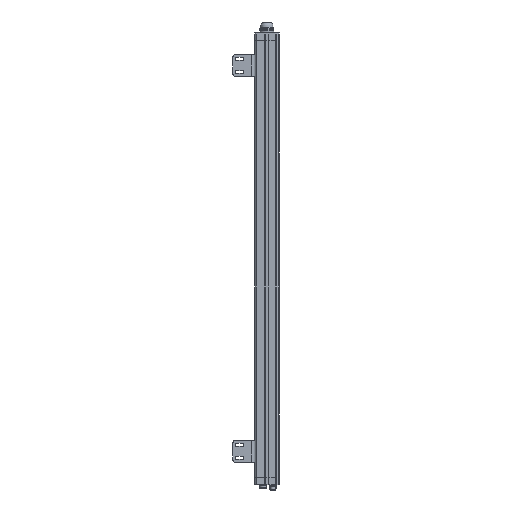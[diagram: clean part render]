
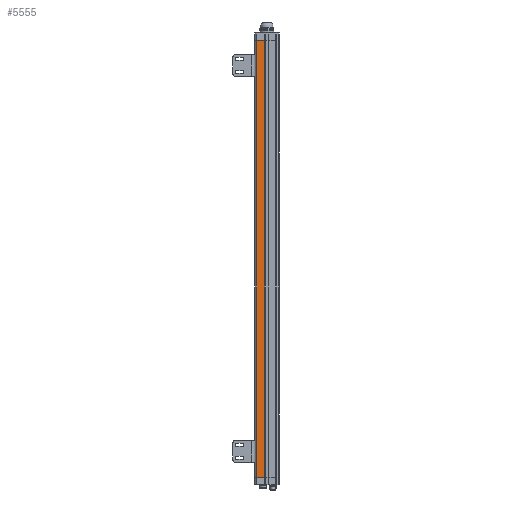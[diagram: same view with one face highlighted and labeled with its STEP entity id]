
A CAD part, front view. The second image highlights one B-rep face of the part: STEP entity #5555.
In plain terms, the highlighted planar face has unit normal (0, -1, 0).
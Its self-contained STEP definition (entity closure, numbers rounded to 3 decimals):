
#288 = VECTOR ( 'NONE', #17900, 1000. ) ;
#1012 = ORIENTED_EDGE ( 'NONE', *, *, #4250, .T. ) ;
#2411 = DIRECTION ( 'NONE',  ( 1., 0., 0. ) ) ;
#2883 = EDGE_CURVE ( 'NONE', #16635, #13763, #11463, .T. ) ;
#3356 = EDGE_LOOP ( 'NONE', ( #10292, #5647, #1012, #11772 ) ) ;
#3394 = CARTESIAN_POINT ( 'NONE',  ( 426.642, 876.944, 1025.5 ) ) ;
#3725 = CARTESIAN_POINT ( 'NONE',  ( 445.642, 876.944, 1025.5 ) ) ;
#4250 = EDGE_CURVE ( 'NONE', #11457, #16635, #19043, .T. ) ;
#4571 = DIRECTION ( 'NONE',  ( 0., 0., -1. ) ) ;
#5434 = CARTESIAN_POINT ( 'NONE',  ( 448.009, 876.944, 1025.5 ) ) ;
#5555 = ADVANCED_FACE ( 'NONE', ( #6063 ), #7359, .T. ) ;
#5647 = ORIENTED_EDGE ( 'NONE', *, *, #17952, .F. ) ;
#5892 = DIRECTION ( 'NONE',  ( 0., 0., 1. ) ) ;
#6063 = FACE_OUTER_BOUND ( 'NONE', #3356, .T. ) ;
#6578 = VERTEX_POINT ( 'NONE', #3725 ) ;
#7359 = PLANE ( 'NONE',  #13106 ) ;
#9969 = VECTOR ( 'NONE', #4571, 1000. ) ;
#10112 = CARTESIAN_POINT ( 'NONE',  ( 426.642, 876.944, 29. ) ) ;
#10292 = ORIENTED_EDGE ( 'NONE', *, *, #17120, .T. ) ;
#10614 = VECTOR ( 'NONE', #5892, 1000. ) ;
#11457 = VERTEX_POINT ( 'NONE', #3394 ) ;
#11463 = LINE ( 'NONE', #14307, #13084 ) ;
#11772 = ORIENTED_EDGE ( 'NONE', *, *, #2883, .T. ) ;
#13084 = VECTOR ( 'NONE', #2411, 1000. ) ;
#13106 = AXIS2_PLACEMENT_3D ( 'NONE', #17862, #19237, #13266 ) ;
#13266 = DIRECTION ( 'NONE',  ( 0., 0., -1. ) ) ;
#13763 = VERTEX_POINT ( 'NONE', #15600 ) ;
#14307 = CARTESIAN_POINT ( 'NONE',  ( 448.02, 876.944, 29. ) ) ;
#14378 = LINE ( 'NONE', #5434, #288 ) ;
#15600 = CARTESIAN_POINT ( 'NONE',  ( 445.642, 876.944, 29. ) ) ;
#16635 = VERTEX_POINT ( 'NONE', #16928 ) ;
#16928 = CARTESIAN_POINT ( 'NONE',  ( 426.642, 876.944, 29. ) ) ;
#17120 = EDGE_CURVE ( 'NONE', #13763, #6578, #19250, .T. ) ;
#17862 = CARTESIAN_POINT ( 'NONE',  ( 426.642, 876.944, 29. ) ) ;
#17900 = DIRECTION ( 'NONE',  ( 1., 0., 0. ) ) ;
#17952 = EDGE_CURVE ( 'NONE', #11457, #6578, #14378, .T. ) ;
#19043 = LINE ( 'NONE', #10112, #9969 ) ;
#19237 = DIRECTION ( 'NONE',  ( 0., -1., 0. ) ) ;
#19250 = LINE ( 'NONE', #19341, #10614 ) ;
#19341 = CARTESIAN_POINT ( 'NONE',  ( 445.642, 876.944, 29. ) ) ;
